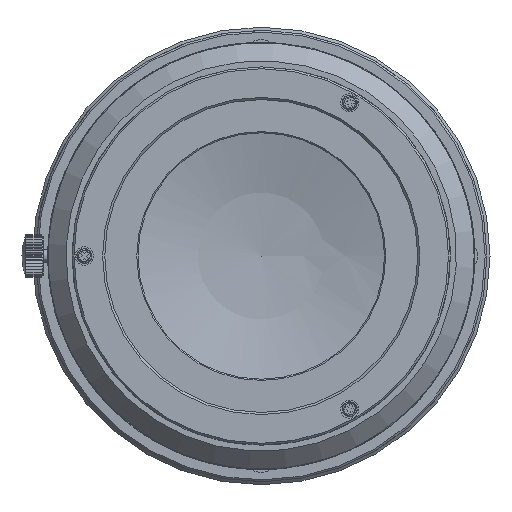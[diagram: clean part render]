
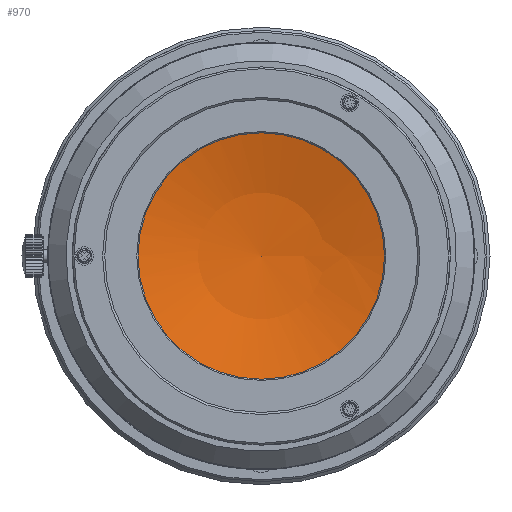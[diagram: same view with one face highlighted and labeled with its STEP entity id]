
A CAD part, left-side view. The second image highlights one B-rep face of the part: STEP entity #970.
In plain terms, the highlighted spherical face has radius 71.737 mm.
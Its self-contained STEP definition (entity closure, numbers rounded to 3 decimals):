
#441=SPHERICAL_SURFACE('',#10772,71.737);
#561=FACE_OUTER_BOUND('',#3301,.T.);
#970=ADVANCED_FACE('',(#561),#441,.F.);
#2319=CIRCLE('',#10771,20.529);
#3301=EDGE_LOOP('',(#5155));
#5155=ORIENTED_EDGE('',*,*,#8853,.F.);
#7511=VERTEX_POINT('',#17836);
#8853=EDGE_CURVE('',#7511,#7511,#2319,.T.);
#10771=AXIS2_PLACEMENT_3D('',#17835,#11910,#11911);
#10772=AXIS2_PLACEMENT_3D('',#17837,#11912,#11913);
#11910=DIRECTION('',(1.,0.,0.));
#11911=DIRECTION('',(0.,0.,-1.));
#11912=DIRECTION('',(1.,0.,0.));
#11913=DIRECTION('',(0.,-1.,0.));
#17835=CARTESIAN_POINT('',(-160.231,0.,0.));
#17836=CARTESIAN_POINT('',(-160.231,0.,-20.529));
#17837=CARTESIAN_POINT('',(-228.968,0.,0.));
